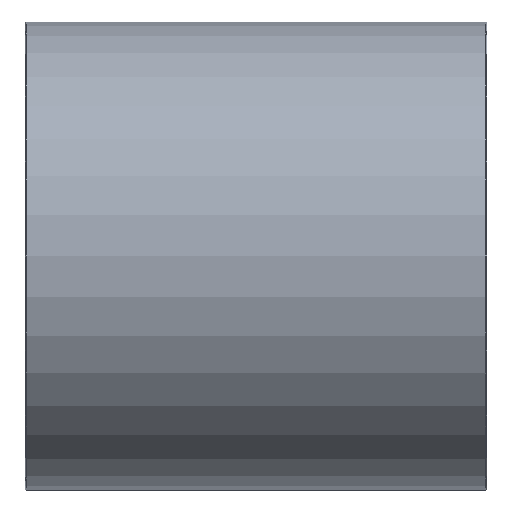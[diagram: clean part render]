
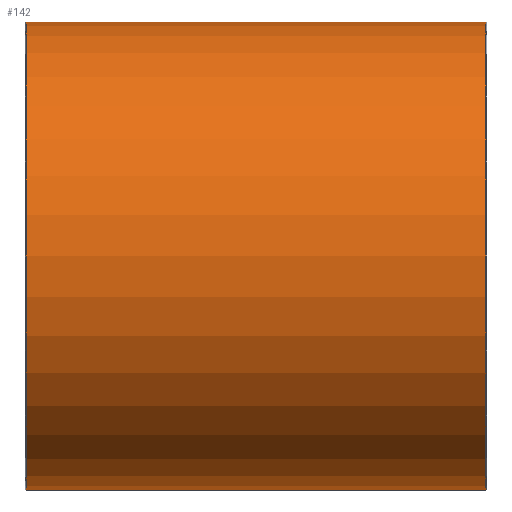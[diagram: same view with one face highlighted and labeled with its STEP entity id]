
A CAD part, front view. The second image highlights one B-rep face of the part: STEP entity #142.
In plain terms, the highlighted cylindrical face has radius 113 mm (diameter 226 mm), a full revolution.
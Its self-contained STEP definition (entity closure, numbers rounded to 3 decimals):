
#23=LINE('',#260,#27);
#27=VECTOR('',#209,113.);
#31=CYLINDRICAL_SURFACE('',#176,113.);
#36=FACE_OUTER_BOUND('',#46,.T.);
#46=EDGE_LOOP('',(#108,#109,#110,#111,#112,#113));
#61=CIRCLE('',#174,113.);
#62=CIRCLE('',#175,113.);
#63=CIRCLE('',#177,113.);
#64=CIRCLE('',#178,113.);
#74=VERTEX_POINT('',#253);
#75=VERTEX_POINT('',#255);
#76=VERTEX_POINT('',#259);
#77=VERTEX_POINT('',#261);
#87=EDGE_CURVE('',#74,#75,#61,.T.);
#88=EDGE_CURVE('',#75,#74,#62,.T.);
#89=EDGE_CURVE('',#75,#76,#23,.T.);
#90=EDGE_CURVE('',#77,#76,#63,.T.);
#91=EDGE_CURVE('',#76,#77,#64,.T.);
#108=ORIENTED_EDGE('',*,*,#88,.F.);
#109=ORIENTED_EDGE('',*,*,#89,.T.);
#110=ORIENTED_EDGE('',*,*,#90,.F.);
#111=ORIENTED_EDGE('',*,*,#91,.F.);
#112=ORIENTED_EDGE('',*,*,#89,.F.);
#113=ORIENTED_EDGE('',*,*,#87,.F.);
#142=ADVANCED_FACE('',(#36),#31,.T.);
#174=AXIS2_PLACEMENT_3D('',#256,#203,#204);
#175=AXIS2_PLACEMENT_3D('',#257,#205,#206);
#176=AXIS2_PLACEMENT_3D('',#258,#207,#208);
#177=AXIS2_PLACEMENT_3D('',#262,#210,#211);
#178=AXIS2_PLACEMENT_3D('',#263,#212,#213);
#203=DIRECTION('center_axis',(1.,0.,0.));
#204=DIRECTION('ref_axis',(0.,-1.,0.));
#205=DIRECTION('center_axis',(1.,0.,0.));
#206=DIRECTION('ref_axis',(0.,-1.,0.));
#207=DIRECTION('center_axis',(1.,0.,0.));
#208=DIRECTION('ref_axis',(0.,1.,0.));
#209=DIRECTION('',(-1.,0.,0.));
#210=DIRECTION('center_axis',(-1.,0.,0.));
#211=DIRECTION('ref_axis',(0.,-1.,0.));
#212=DIRECTION('center_axis',(-1.,0.,0.));
#213=DIRECTION('ref_axis',(0.,-1.,0.));
#253=CARTESIAN_POINT('',(111.,0.,113.));
#255=CARTESIAN_POINT('',(111.,-113.,0.));
#256=CARTESIAN_POINT('Origin',(111.,0.,0.));
#257=CARTESIAN_POINT('Origin',(111.,0.,0.));
#258=CARTESIAN_POINT('Origin',(0.,0.,0.));
#259=CARTESIAN_POINT('',(-111.,-113.,0.));
#260=CARTESIAN_POINT('',(0.,-113.,0.));
#261=CARTESIAN_POINT('',(-111.,0.,113.));
#262=CARTESIAN_POINT('Origin',(-111.,0.,0.));
#263=CARTESIAN_POINT('Origin',(-111.,0.,0.));
